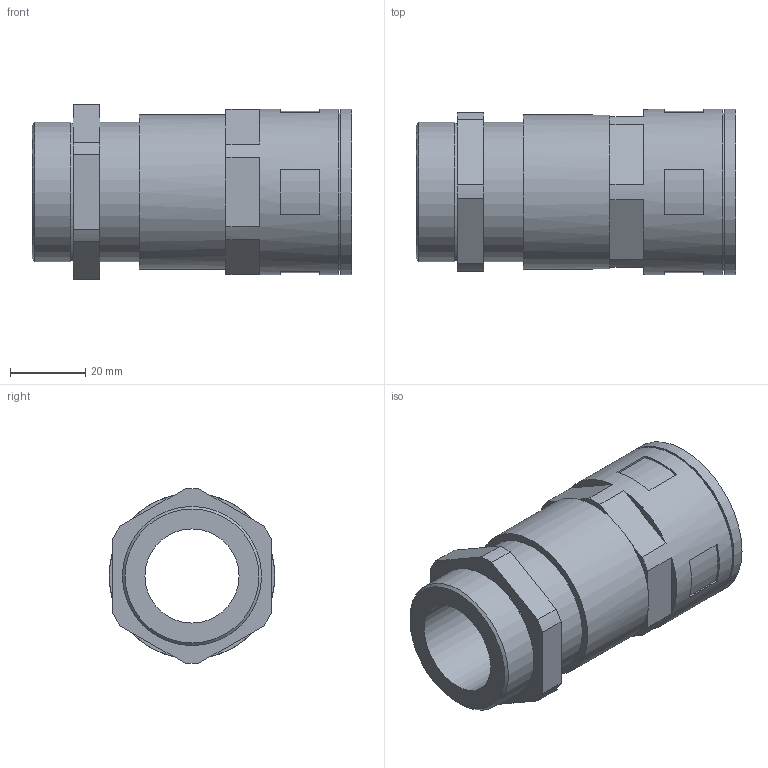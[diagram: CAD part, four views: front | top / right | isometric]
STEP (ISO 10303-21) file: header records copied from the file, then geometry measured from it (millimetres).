
FILE_DESCRIPTION( ( 'STEP AP203' ), '1' );
FILE_NAME( 'FLEXA RQGZ1-P 5020.060.229.stp', '2020-03-27T13:19:37', ( 'License CC BY-ND 4.0' ), ( 'CADENAS' ), ' ', 'PARTsolutions', ' ' );
FILE_SCHEMA( ( 'CONFIG_CONTROL_DESIGN' ) );
Length unit declared in the file: millimetre
Products named in the file (1): _FLEXA RQGZ1-P 5020.060.229
Bounding box: 85 x 44 x 46.48 mm (x, y, z)
Volume: 60524.6 mm3; surface area: 21890.6 mm2
Topology: 1 solids, 1 shells, 74 faces, 176 edges, 113 vertices
Faces by surface type: plane 54, cylinder 18, cone 2
Full cylindrical faces by diameter (mm): 25 x1, 34.5 x1, 37 x2, 41.02 x1, 42 x1, 44 x2
Entity records: 2092 total; most frequent: DIRECTION 378, CARTESIAN_POINT 343, ORIENTED_EDGE 320, EDGE_CURVE 160, AXIS2_PLACEMENT_3D 143, VERTEX_POINT 108, EDGE_LOOP 96, LINE 92
